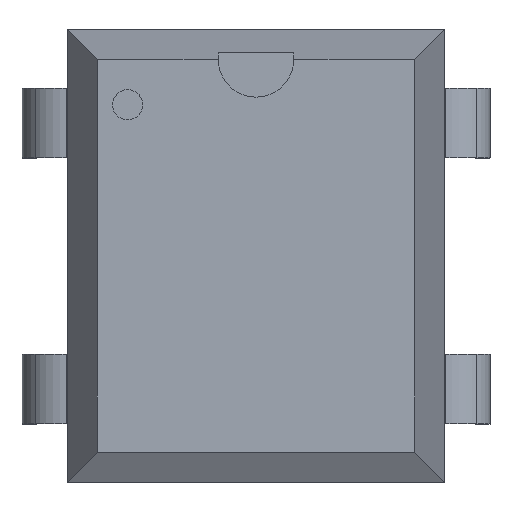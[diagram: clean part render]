
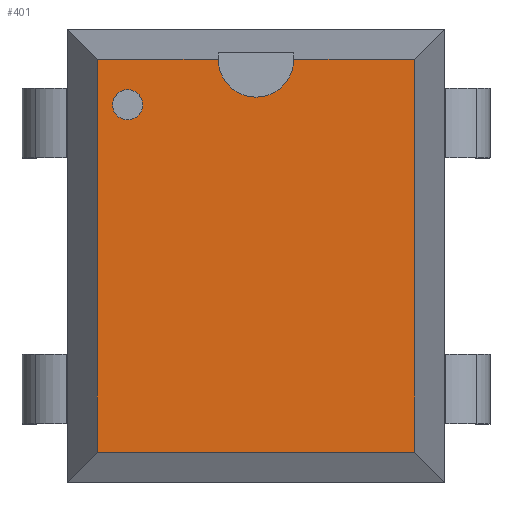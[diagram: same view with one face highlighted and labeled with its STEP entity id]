
A CAD part, top view. The second image highlights one B-rep face of the part: STEP entity #401.
In plain terms, the highlighted planar face has unit normal (0, 0, 1).
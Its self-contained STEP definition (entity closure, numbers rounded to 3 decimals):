
#94=CARTESIAN_POINT('',(0.,2.667,5.33));
#95=VERTEX_POINT('',#94);
#111=CARTESIAN_POINT('',(-0.635,3.302,5.33));
#112=VERTEX_POINT('',#111);
#119=CARTESIAN_POINT('',(0.,3.302,5.33));
#120=DIRECTION('',(0.0,0.0,-1.0));
#121=DIRECTION('',(0.0,-1.0,0.0));
#122=AXIS2_PLACEMENT_3D('',#119,#120,#121);
#123=CIRCLE('',#122,0.635);
#124=EDGE_CURVE('',#95,#112,#123,.T.);
#136=CARTESIAN_POINT('',(-2.159,2.286,5.33));
#137=VERTEX_POINT('',#136);
#153=CARTESIAN_POINT('',(-2.159,2.794,5.33));
#154=VERTEX_POINT('',#153);
#161=CARTESIAN_POINT('',(-2.159,2.54,5.33));
#162=DIRECTION('',(0.0,0.0,-1.0));
#163=DIRECTION('',(0.0,-1.0,0.0));
#164=AXIS2_PLACEMENT_3D('',#161,#162,#163);
#165=CIRCLE('',#164,0.254);
#166=EDGE_CURVE('',#137,#154,#165,.T.);
#218=CARTESIAN_POINT('',(2.667,-3.302,5.33));
#219=VERTEX_POINT('',#218);
#226=CARTESIAN_POINT('',(-2.667,-3.302,5.33));
#227=VERTEX_POINT('',#226);
#228=CARTESIAN_POINT('',(2.667,-3.302,5.33));
#229=DIRECTION('',(-1.0,0.0,0.0));
#230=VECTOR('',#229,5.334);
#231=LINE('',#228,#230);
#232=EDGE_CURVE('',#219,#227,#231,.T.);
#333=CARTESIAN_POINT('',(-2.667,3.302,5.33));
#334=VERTEX_POINT('',#333);
#335=CARTESIAN_POINT('',(-2.667,-3.302,5.33));
#336=DIRECTION('',(0.0,1.0,0.0));
#337=VECTOR('',#336,6.604);
#338=LINE('',#335,#337);
#339=EDGE_CURVE('',#227,#334,#338,.T.);
#352=CARTESIAN_POINT('',(-2.934,3.632,5.33));
#353=DIRECTION('',(0.0,0.0,1.0));
#354=DIRECTION('',(1.0,0.0,0.0));
#355=AXIS2_PLACEMENT_3D('',#352,#353,#354);
#356=PLANE('',#355);
#357=CARTESIAN_POINT('',(2.667,3.302,5.33));
#358=VERTEX_POINT('',#357);
#359=CARTESIAN_POINT('',(2.667,-3.302,5.33));
#360=DIRECTION('',(0.0,1.0,0.0));
#361=VECTOR('',#360,6.604);
#362=LINE('',#359,#361);
#363=EDGE_CURVE('',#219,#358,#362,.T.);
#364=ORIENTED_EDGE('',*,*,#363,.T.);
#365=CARTESIAN_POINT('',(0.635,3.302,5.33));
#366=VERTEX_POINT('',#365);
#367=CARTESIAN_POINT('',(0.635,3.302,5.33));
#368=DIRECTION('',(1.0,0.0,0.0));
#369=VECTOR('',#368,2.032);
#370=LINE('',#367,#369);
#371=EDGE_CURVE('',#366,#358,#370,.T.);
#372=ORIENTED_EDGE('',*,*,#371,.F.);
#373=CARTESIAN_POINT('',(0.,3.302,5.33));
#374=DIRECTION('',(0.0,0.0,-1.0));
#375=DIRECTION('',(0.0,-1.0,0.0));
#376=AXIS2_PLACEMENT_3D('',#373,#374,#375);
#377=CIRCLE('',#376,0.635);
#378=EDGE_CURVE('',#366,#95,#377,.T.);
#379=ORIENTED_EDGE('',*,*,#378,.T.);
#380=ORIENTED_EDGE('',*,*,#124,.T.);
#381=CARTESIAN_POINT('',(-2.667,3.302,5.33));
#382=DIRECTION('',(1.0,0.0,0.0));
#383=VECTOR('',#382,2.032);
#384=LINE('',#381,#383);
#385=EDGE_CURVE('',#334,#112,#384,.T.);
#386=ORIENTED_EDGE('',*,*,#385,.F.);
#387=ORIENTED_EDGE('',*,*,#339,.F.);
#388=ORIENTED_EDGE('',*,*,#232,.F.);
#389=EDGE_LOOP('',(#364,#372,#379,#380,#386,#387,#388));
#390=FACE_OUTER_BOUND('',#389,.T.);
#391=ORIENTED_EDGE('',*,*,#166,.T.);
#392=CARTESIAN_POINT('',(-2.159,2.54,5.33));
#393=DIRECTION('',(0.0,0.0,-1.0));
#394=DIRECTION('',(0.0,-1.0,0.0));
#395=AXIS2_PLACEMENT_3D('',#392,#393,#394);
#396=CIRCLE('',#395,0.254);
#397=EDGE_CURVE('',#154,#137,#396,.T.);
#398=ORIENTED_EDGE('',*,*,#397,.T.);
#399=EDGE_LOOP('',(#391,#398));
#400=FACE_BOUND('',#399,.T.);
#401=ADVANCED_FACE('',(#390,#400),#356,.T.);
